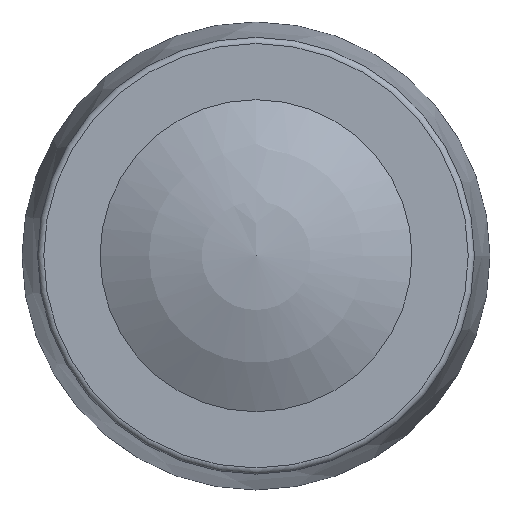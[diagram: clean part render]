
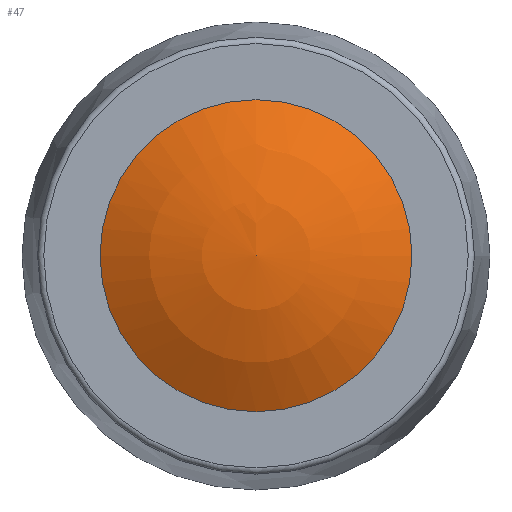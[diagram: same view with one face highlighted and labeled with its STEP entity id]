
A CAD part, top view. The second image highlights one B-rep face of the part: STEP entity #47.
In plain terms, the highlighted spherical face has radius 9.629 mm.
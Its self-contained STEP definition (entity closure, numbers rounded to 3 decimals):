
#47 = ADVANCED_FACE( '', ( #100 ), #101, .T. );
#100 = FACE_OUTER_BOUND( '', #158, .T. );
#101 = SPHERICAL_SURFACE( '', #159, 9.629 );
#158 = EDGE_LOOP( '', ( #220 ) );
#159 = AXIS2_PLACEMENT_3D( '', #221, #222, #223 );
#220 = ORIENTED_EDGE( '', *, *, #281, .T. );
#221 = CARTESIAN_POINT( '', ( 0., 0., 4.371 ) );
#222 = DIRECTION( '', ( 0., 0., 1. ) );
#223 = DIRECTION( '', ( 0., 1., 0. ) );
#281 = EDGE_CURVE( '', #316, #316, #317, .T. );
#316 = VERTEX_POINT( '', #353 );
#317 = CIRCLE( '', #354, 5. );
#353 = CARTESIAN_POINT( '', ( 5., 0., 12.6 ) );
#354 = AXIS2_PLACEMENT_3D( '', #393, #394, #395 );
#393 = CARTESIAN_POINT( '', ( 0., 0., 12.6 ) );
#394 = DIRECTION( '', ( 0., 0., 1. ) );
#395 = DIRECTION( '', ( 1., 0., 0. ) );
